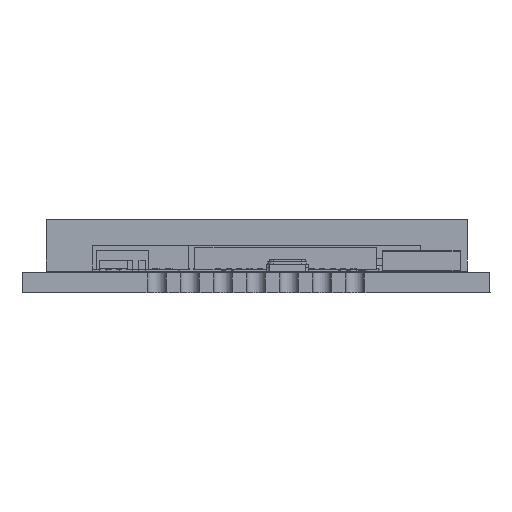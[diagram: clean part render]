
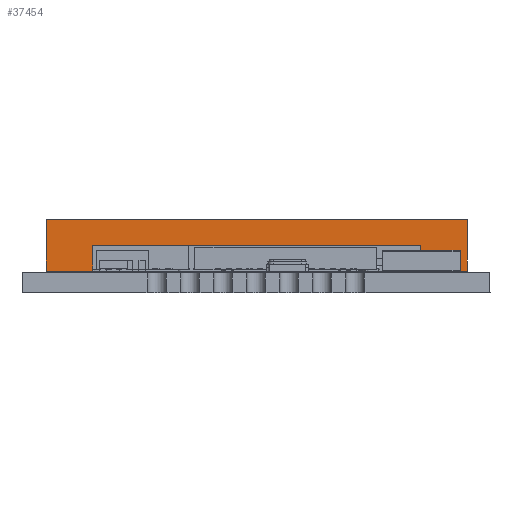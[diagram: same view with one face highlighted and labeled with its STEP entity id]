
A CAD part, left-side view. The second image highlights one B-rep face of the part: STEP entity #37454.
In plain terms, the highlighted face is planar.
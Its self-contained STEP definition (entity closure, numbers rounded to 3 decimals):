
#2664=FACE_OUTER_BOUND('',#4786,.T.);
#4786=EDGE_LOOP('',(#28069,#28070,#28071,#28072,#28073,#28074,#28075,#28076));
#7711=LINE('',#55480,#12338);
#7712=LINE('',#55483,#12339);
#7721=LINE('',#55501,#12348);
#7725=LINE('',#55509,#12352);
#7732=LINE('',#55521,#12359);
#7735=LINE('',#55528,#12362);
#7737=LINE('',#55531,#12364);
#7738=LINE('',#55532,#12365);
#12338=VECTOR('',#45612,1.);
#12339=VECTOR('',#45615,1.);
#12348=VECTOR('',#45628,1.);
#12352=VECTOR('',#45632,1.);
#12359=VECTOR('',#45641,1.);
#12362=VECTOR('',#45648,1.);
#12364=VECTOR('',#45652,1.);
#12365=VECTOR('',#45653,1.);
#16545=VERTEX_POINT('',#55473);
#16548=VERTEX_POINT('',#55478);
#16549=VERTEX_POINT('',#55482);
#16556=VERTEX_POINT('',#55500);
#16559=VERTEX_POINT('',#55506);
#16560=VERTEX_POINT('',#55508);
#16564=VERTEX_POINT('',#55519);
#16566=VERTEX_POINT('',#55527);
#20750=EDGE_CURVE('',#16548,#16545,#7711,.T.);
#20751=EDGE_CURVE('',#16548,#16549,#7712,.T.);
#20760=EDGE_CURVE('',#16556,#16545,#7721,.T.);
#20764=EDGE_CURVE('',#16560,#16559,#7725,.T.);
#20771=EDGE_CURVE('',#16559,#16564,#7732,.T.);
#20774=EDGE_CURVE('',#16556,#16566,#7735,.T.);
#20776=EDGE_CURVE('',#16549,#16560,#7737,.T.);
#20777=EDGE_CURVE('',#16566,#16564,#7738,.T.);
#28069=ORIENTED_EDGE('',*,*,#20751,.T.);
#28070=ORIENTED_EDGE('',*,*,#20776,.T.);
#28071=ORIENTED_EDGE('',*,*,#20764,.T.);
#28072=ORIENTED_EDGE('',*,*,#20771,.T.);
#28073=ORIENTED_EDGE('',*,*,#20777,.F.);
#28074=ORIENTED_EDGE('',*,*,#20774,.F.);
#28075=ORIENTED_EDGE('',*,*,#20760,.T.);
#28076=ORIENTED_EDGE('',*,*,#20750,.F.);
#35580=PLANE('',#40138);
#37454=ADVANCED_FACE('',(#2664),#35580,.T.);
#40138=AXIS2_PLACEMENT_3D('',#55530,#45650,#45651);
#45612=DIRECTION('',(0.,0.,-1.));
#45615=DIRECTION('',(-1.,0.,0.));
#45628=DIRECTION('',(-1.,0.,0.));
#45632=DIRECTION('',(-1.,0.,0.));
#45641=DIRECTION('',(0.,0.,1.));
#45648=DIRECTION('',(0.,0.,1.));
#45650=DIRECTION('center_axis',(0.,1.,0.));
#45651=DIRECTION('ref_axis',(-1.,0.,0.));
#45652=DIRECTION('',(0.,0.,-1.));
#45653=DIRECTION('',(-1.,0.,0.));
#55473=CARTESIAN_POINT('',(14.4,24.2,0.5));
#55478=CARTESIAN_POINT('',(14.4,24.2,1.5));
#55480=CARTESIAN_POINT('',(14.4,24.2,0.));
#55482=CARTESIAN_POINT('',(1.8,24.2,1.5));
#55483=CARTESIAN_POINT('',(14.325,24.2,1.5));
#55500=CARTESIAN_POINT('',(16.2,24.2,0.5));
#55501=CARTESIAN_POINT('',(12.15,24.2,0.5));
#55506=CARTESIAN_POINT('',(0.,24.2,0.5));
#55508=CARTESIAN_POINT('',(1.8,24.2,0.5));
#55509=CARTESIAN_POINT('',(12.15,24.2,0.5));
#55519=CARTESIAN_POINT('',(0.,24.2,2.5));
#55521=CARTESIAN_POINT('',(0.,24.2,0.));
#55527=CARTESIAN_POINT('',(16.2,24.2,2.5));
#55528=CARTESIAN_POINT('',(16.2,24.2,0.));
#55530=CARTESIAN_POINT('Origin',(16.2,24.2,0.));
#55531=CARTESIAN_POINT('',(1.8,24.2,0.5));
#55532=CARTESIAN_POINT('',(16.2,24.2,2.5));
